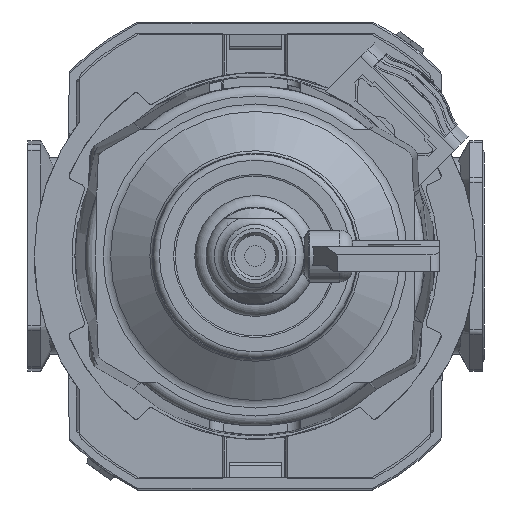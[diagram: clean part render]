
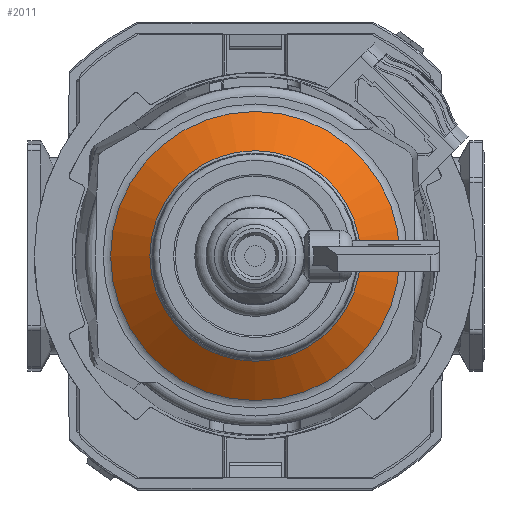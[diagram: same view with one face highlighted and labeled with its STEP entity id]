
A CAD part, front view. The second image highlights one B-rep face of the part: STEP entity #2011.
In plain terms, the highlighted conical face has half-angle 54.996 degrees and reference radius 22.24 mm.
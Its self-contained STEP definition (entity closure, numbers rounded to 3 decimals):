
#2011 = ADVANCED_FACE( '', ( #4603, #4604 ), #4605, .T. );
#4603 = FACE_BOUND( '', #8052, .T. );
#4604 = FACE_OUTER_BOUND( '', #8053, .T. );
#4605 = CONICAL_SURFACE( '', #8054, 22.24, 0.96 );
#8052 = EDGE_LOOP( '', ( #14070 ) );
#8053 = EDGE_LOOP( '', ( #14071 ) );
#8054 = AXIS2_PLACEMENT_3D( '', #14072, #14073, #14074 );
#14070 = ORIENTED_EDGE( '', *, *, #21784, .F. );
#14071 = ORIENTED_EDGE( '', *, *, #22042, .T. );
#14072 = CARTESIAN_POINT( '', ( 0., 5.938, 0. ) );
#14073 = DIRECTION( '', ( 0., 1., 0. ) );
#14074 = DIRECTION( '', ( -1., 0., 0. ) );
#21784 = EDGE_CURVE( '', #26889, #26889, #26890, .T. );
#22042 = EDGE_CURVE( '', #27276, #27276, #27277, .T. );
#26889 = VERTEX_POINT( '', #35218 );
#26890 = CIRCLE( '', #35219, 16.199 );
#27276 = VERTEX_POINT( '', #36134 );
#27277 = CIRCLE( '', #36135, 22.24 );
#35218 = CARTESIAN_POINT( '', ( 16.199, 1.708, 0. ) );
#35219 = AXIS2_PLACEMENT_3D( '', #42318, #42319, #42320 );
#36134 = CARTESIAN_POINT( '', ( 22.24, 5.938, 0. ) );
#36135 = AXIS2_PLACEMENT_3D( '', #42573, #42574, #42575 );
#42318 = CARTESIAN_POINT( '', ( 0., 1.708, 0. ) );
#42319 = DIRECTION( '', ( 0., -1., 0. ) );
#42320 = DIRECTION( '', ( 1., 0., 0. ) );
#42573 = CARTESIAN_POINT( '', ( 0., 5.938, 0. ) );
#42574 = DIRECTION( '', ( 0., -1., 0. ) );
#42575 = DIRECTION( '', ( 1., 0., 0. ) );
